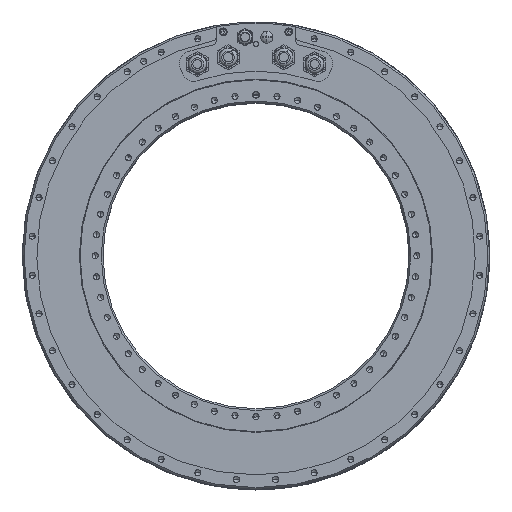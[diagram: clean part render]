
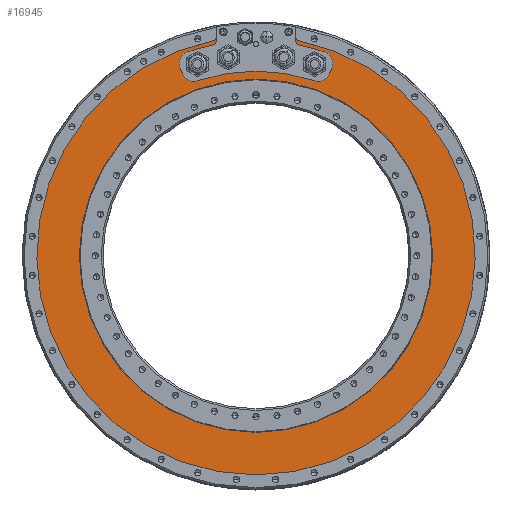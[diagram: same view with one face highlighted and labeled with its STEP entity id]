
A CAD part, top view. The second image highlights one B-rep face of the part: STEP entity #16945.
In plain terms, the highlighted planar face has unit normal (0, 0, 1).
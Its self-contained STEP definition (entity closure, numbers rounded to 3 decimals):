
#3679=DIRECTION('',(0.375,0.927,0.));
#3680=VECTOR('',#3679,5.009);
#3681=CARTESIAN_POINT('',(60.571,149.917,-0.15));
#3682=LINE('',#3681,#3680);
#3683=CARTESIAN_POINT('',(53.175,158.308,-0.15));
#3684=DIRECTION('',(0.,0.,1.));
#3685=DIRECTION('',(0.927,-0.375,0.));
#3686=AXIS2_PLACEMENT_3D('',#3683,#3684,#3685);
#3688=CARTESIAN_POINT('',(0.,0.,-0.15));
#3689=DIRECTION('',(0.,0.,1.));
#3690=DIRECTION('',(0.318,0.948,0.));
#3691=AXIS2_PLACEMENT_3D('',#3688,#3689,#3690);
#3693=CARTESIAN_POINT('',(37.5,178.095,-0.15));
#3694=DIRECTION('',(0.,0.,-1.));
#3695=DIRECTION('',(-0.206,-0.979,0.));
#3696=AXIS2_PLACEMENT_3D('',#3693,#3694,#3695);
#3698=DIRECTION('',(0.,-1.,0.));
#3699=VECTOR('',#3698,0.98);
#3700=CARTESIAN_POINT('',(32.5,179.075,-0.15));
#3701=LINE('',#3700,#3699);
#3702=CARTESIAN_POINT('',(0.,0.,-0.15));
#3703=DIRECTION('',(0.,0.,1.));
#3704=DIRECTION('',(0.182,0.983,0.));
#3705=AXIS2_PLACEMENT_3D('',#3702,#3703,#3704);
#3707=CARTESIAN_POINT('',(0.,0.,-0.15));
#3708=DIRECTION('',(0.,0.,1.));
#3709=DIRECTION('',(-0.179,0.984,0.));
#3710=AXIS2_PLACEMENT_3D('',#3707,#3708,#3709);
#3712=DIRECTION('',(0.,-1.,0.));
#3713=VECTOR('',#3712,0.98);
#3714=CARTESIAN_POINT('',(-32.5,179.075,-0.15));
#3715=LINE('',#3714,#3713);
#3716=CARTESIAN_POINT('',(-37.5,178.095,-0.15));
#3717=DIRECTION('',(0.,0.,-1.));
#3718=DIRECTION('',(1.,0.,0.));
#3719=AXIS2_PLACEMENT_3D('',#3716,#3717,#3718);
#3721=CARTESIAN_POINT('',(0.,0.,-0.15));
#3722=DIRECTION('',(0.,0.,1.));
#3723=DIRECTION('',(-0.206,0.979,0.));
#3724=AXIS2_PLACEMENT_3D('',#3721,#3722,#3723);
#3726=CARTESIAN_POINT('',(-53.175,158.308,-0.15));
#3727=DIRECTION('',(0.,0.,-1.));
#3728=DIRECTION('',(-0.927,-0.375,0.));
#3729=AXIS2_PLACEMENT_3D('',#3726,#3727,#3728);
#3731=DIRECTION('',(0.375,-0.927,0.));
#3732=VECTOR('',#3731,5.009);
#3733=CARTESIAN_POINT('',(-62.447,154.562,-0.15));
#3734=LINE('',#3733,#3732);
#3735=CARTESIAN_POINT('',(-51.299,153.663,-0.15));
#3736=DIRECTION('',(0.,0.,-1.));
#3737=DIRECTION('',(0.317,-0.949,0.));
#3738=AXIS2_PLACEMENT_3D('',#3735,#3736,#3737);
#3740=CARTESIAN_POINT('',(0.,0.,-0.15));
#3741=DIRECTION('',(0.,0.,1.));
#3742=DIRECTION('',(0.317,0.949,0.));
#3743=AXIS2_PLACEMENT_3D('',#3740,#3741,#3742);
#3745=CARTESIAN_POINT('',(51.299,153.663,-0.15));
#3746=DIRECTION('',(0.,0.,-1.));
#3747=DIRECTION('',(0.927,-0.375,0.));
#3748=AXIS2_PLACEMENT_3D('',#3745,#3746,#3747);
#3833=CARTESIAN_POINT('',(0.,0.,-0.15));
#3834=DIRECTION('',(0.,0.,1.));
#3835=DIRECTION('',(-1.,0.,0.));
#3836=AXIS2_PLACEMENT_3D('',#3833,#3834,#3835);
#3847=CARTESIAN_POINT('',(0.,0.,-0.15));
#3848=DIRECTION('',(0.,0.,1.));
#3849=DIRECTION('',(1.,0.,0.));
#3850=AXIS2_PLACEMENT_3D('',#3847,#3848,#3849);
#7171=CARTESIAN_POINT('',(-36.25,180.394,-0.15));
#7172=DIRECTION('',(0.,0.,1.));
#7173=DIRECTION('',(0.197,-0.98,0.));
#7174=AXIS2_PLACEMENT_3D('',#7171,#7172,#7173);
#7189=CARTESIAN_POINT('',(0.,0.,-0.15));
#7190=DIRECTION('',(0.,0.,1.));
#7191=DIRECTION('',(-0.197,0.98,0.));
#7192=AXIS2_PLACEMENT_3D('',#7189,#7190,#7191);
#7198=CARTESIAN_POINT('',(36.25,180.394,-0.15));
#7199=DIRECTION('',(0.,0.,-1.));
#7200=DIRECTION('',(-0.197,-0.98,0.));
#7201=AXIS2_PLACEMENT_3D('',#7198,#7199,#7200);
#9846=CARTESIAN_POINT('',(-145.482,0.,-0.15));
#9847=CARTESIAN_POINT('',(145.482,0.,-0.15));
#9848=VERTEX_POINT('',#9846);
#9849=VERTEX_POINT('',#9847);
#9864=CARTESIAN_POINT('',(35.56,176.962,-0.15));
#9865=CARTESIAN_POINT('',(33.051,178.974,-0.15));
#9866=VERTEX_POINT('',#9864);
#9867=VERTEX_POINT('',#9865);
#9870=CARTESIAN_POINT('',(-35.56,176.962,-0.15));
#9871=CARTESIAN_POINT('',(-33.051,178.974,-0.15));
#9872=VERTEX_POINT('',#9870);
#9873=VERTEX_POINT('',#9871);
#10284=CARTESIAN_POINT('',(60.571,149.917,-0.15));
#10285=CARTESIAN_POINT('',(62.447,154.562,-0.15));
#10286=VERTEX_POINT('',#10284);
#10287=VERTEX_POINT('',#10285);
#10288=CARTESIAN_POINT('',(-62.447,154.562,-0.15));
#10289=CARTESIAN_POINT('',(-60.571,149.917,-0.15));
#10290=VERTEX_POINT('',#10288);
#10291=VERTEX_POINT('',#10289);
#10292=CARTESIAN_POINT('',(48.132,144.178,-0.15));
#10293=CARTESIAN_POINT('',(-48.132,144.178,-0.15));
#10294=VERTEX_POINT('',#10292);
#10295=VERTEX_POINT('',#10293);
#10296=CARTESIAN_POINT('',(-32.5,179.075,-0.15));
#10297=CARTESIAN_POINT('',(-32.5,178.095,-0.15));
#10298=VERTEX_POINT('',#10296);
#10299=VERTEX_POINT('',#10297);
#10300=CARTESIAN_POINT('',(-36.47,173.202,-0.15));
#10301=CARTESIAN_POINT('',(-56.359,167.787,-0.15));
#10302=VERTEX_POINT('',#10300);
#10303=VERTEX_POINT('',#10301);
#10304=CARTESIAN_POINT('',(32.5,179.075,-0.15));
#10305=CARTESIAN_POINT('',(32.5,178.095,-0.15));
#10306=VERTEX_POINT('',#10304);
#10307=VERTEX_POINT('',#10305);
#10308=CARTESIAN_POINT('',(56.359,167.787,-0.15));
#10309=CARTESIAN_POINT('',(36.47,173.202,-0.15));
#10310=VERTEX_POINT('',#10308);
#10311=VERTEX_POINT('',#10309);
#16896=CARTESIAN_POINT('',(0.,0.,-0.15));
#16897=DIRECTION('',(0.,0.,1.));
#16898=DIRECTION('',(1.,0.,0.));
#16899=AXIS2_PLACEMENT_3D('',#16896,#16897,#16898);
#16900=PLANE('',#16899);
#16902=ORIENTED_EDGE('',*,*,#16901,.T.);
#16904=ORIENTED_EDGE('',*,*,#16903,.T.);
#16906=ORIENTED_EDGE('',*,*,#16905,.T.);
#16908=ORIENTED_EDGE('',*,*,#16907,.T.);
#16910=ORIENTED_EDGE('',*,*,#16909,.F.);
#16912=ORIENTED_EDGE('',*,*,#16911,.F.);
#16914=ORIENTED_EDGE('',*,*,#16913,.F.);
#16916=ORIENTED_EDGE('',*,*,#16915,.F.);
#16918=ORIENTED_EDGE('',*,*,#16917,.T.);
#16920=ORIENTED_EDGE('',*,*,#16919,.F.);
#16922=ORIENTED_EDGE('',*,*,#16921,.T.);
#16924=ORIENTED_EDGE('',*,*,#16923,.T.);
#16926=ORIENTED_EDGE('',*,*,#16925,.T.);
#16928=ORIENTED_EDGE('',*,*,#16927,.F.);
#16930=ORIENTED_EDGE('',*,*,#16929,.T.);
#16932=ORIENTED_EDGE('',*,*,#16931,.F.);
#16934=ORIENTED_EDGE('',*,*,#16933,.F.);
#16936=ORIENTED_EDGE('',*,*,#16935,.F.);
#16937=EDGE_LOOP('',(#16902,#16904,#16906,#16908,#16910,#16912,#16914,#16916,
#16918,#16920,#16922,#16924,#16926,#16928,#16930,#16932,#16934,#16936));
#16938=FACE_OUTER_BOUND('',#16937,.F.);
#16940=ORIENTED_EDGE('',*,*,#16939,.T.);
#16942=ORIENTED_EDGE('',*,*,#16941,.T.);
#16943=EDGE_LOOP('',(#16940,#16942));
#16944=FACE_BOUND('',#16943,.F.);
#3687=CIRCLE('',#3686,10.);
#3692=CIRCLE('',#3691,177.);
#3697=CIRCLE('',#3696,5.);
#3706=CIRCLE('',#3705,182.);
#3711=CIRCLE('',#3710,182.);
#3720=CIRCLE('',#3719,5.);
#3725=CIRCLE('',#3724,177.);
#3730=CIRCLE('',#3729,10.);
#3739=CIRCLE('',#3738,10.);
#3744=CIRCLE('',#3743,152.);
#3749=CIRCLE('',#3748,10.);
#3837=CIRCLE('',#3836,145.482);
#3851=CIRCLE('',#3850,145.482);
#7175=CIRCLE('',#7174,3.5);
#7193=CIRCLE('',#7192,180.5);
#7202=CIRCLE('',#7201,3.5);
#16901=EDGE_CURVE('',#10286,#10287,#3682,.T.);
#16903=EDGE_CURVE('',#10287,#10310,#3687,.T.);
#16905=EDGE_CURVE('',#10310,#10311,#3692,.T.);
#16907=EDGE_CURVE('',#10311,#10307,#3697,.T.);
#16909=EDGE_CURVE('',#10306,#10307,#3701,.T.);
#16911=EDGE_CURVE('',#9867,#10306,#3706,.T.);
#16913=EDGE_CURVE('',#9866,#9867,#7202,.T.);
#16915=EDGE_CURVE('',#9872,#9866,#7193,.T.);
#16917=EDGE_CURVE('',#9872,#9873,#7175,.T.);
#16919=EDGE_CURVE('',#10298,#9873,#3711,.T.);
#16921=EDGE_CURVE('',#10298,#10299,#3715,.T.);
#16923=EDGE_CURVE('',#10299,#10302,#3720,.T.);
#16925=EDGE_CURVE('',#10302,#10303,#3725,.T.);
#16927=EDGE_CURVE('',#10290,#10303,#3730,.T.);
#16929=EDGE_CURVE('',#10290,#10291,#3734,.T.);
#16931=EDGE_CURVE('',#10295,#10291,#3739,.T.);
#16933=EDGE_CURVE('',#10294,#10295,#3744,.T.);
#16935=EDGE_CURVE('',#10286,#10294,#3749,.T.);
#16939=EDGE_CURVE('',#9848,#9849,#3837,.T.);
#16941=EDGE_CURVE('',#9849,#9848,#3851,.T.);
#16945=ADVANCED_FACE('',(#16938,#16944),#16900,.T.);
